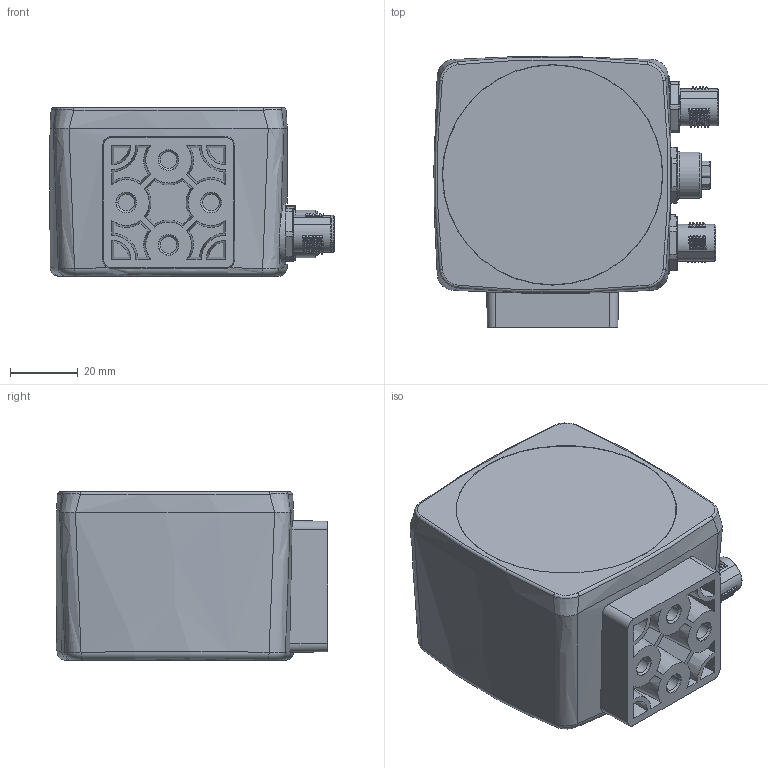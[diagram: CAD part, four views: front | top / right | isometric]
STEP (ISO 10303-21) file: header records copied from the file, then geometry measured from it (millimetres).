
FILE_DESCRIPTION((''),'2;1');
FILE_NAME('07BG04A_SW0001','2012-01-24T',('dhelisch'),(''),'PRO/ENGINEER BY PARAMETRIC TECHNOLOGY CORPORATION, 2007250','PRO/ENGINEER BY PARAMETRIC TECHNOLOGY CORPORATION, 2007250','');
FILE_SCHEMA(('CONFIG_CONTROL_DESIGN'));
Products named in the file (1): 07BG04A_SW0001
Bounding box: 83.8 x 80 x 49.7 mm (x, y, z)
Volume: 230468.1 mm3; surface area: 42833.7 mm2
Topology: 2 solids, 2 shells, 1282 faces, 3212 edges, 1981 vertices
Faces by surface type: plane 510, cylinder 289, bspline 277, cone 121, torus 69, extrusion 8, sphere 8
Entity records: 60557 total; most frequent: CARTESIAN_POINT 27572, ORIENTED_EDGE 6412, DIRECTION 5064, EDGE_CURVE 3206, VERTEX_POINT 1981, AXIS2_PLACEMENT_3D 1788, VECTOR 1488, LINE 1480
